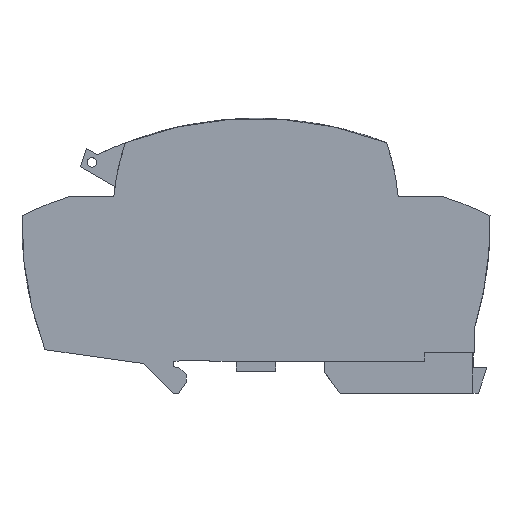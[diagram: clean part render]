
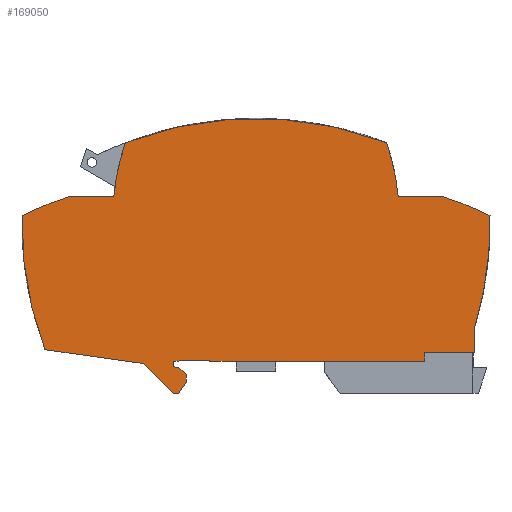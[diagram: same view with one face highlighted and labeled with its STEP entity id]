
A CAD part, left-side view. The second image highlights one B-rep face of the part: STEP entity #169050.
In plain terms, the highlighted planar face has unit normal (-1, 0, 0).
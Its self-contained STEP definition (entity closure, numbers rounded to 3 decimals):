
#2420=CARTESIAN_POINT('',(0.,59.634,
6.85));
#2430=VERTEX_POINT('',#2420);
#2460=CARTESIAN_POINT('',(0.,49.999,
6.85));
#2470=DIRECTION('',(0.,1.,0.));
#2480=VECTOR('',#2470,1.);
#2490=LINE('',#2460,#2480);
#2500=CARTESIAN_POINT('',(0.,13.944,
6.85));
#2510=VERTEX_POINT('',#2500);
#2520=EDGE_CURVE('',#2510,#2430,#2490,.T.);
#12720=CARTESIAN_POINT('',(0.,13.944,
8.75));
#12730=VERTEX_POINT('',#12720);
#12760=CARTESIAN_POINT('',(0.,14.662,
8.75));
#12770=DIRECTION('',(0.,1.,0.));
#12780=VECTOR('',#12770,1.);
#12790=LINE('',#12760,#12780);
#12800=CARTESIAN_POINT('',(0.,3.404,
8.75));
#12810=VERTEX_POINT('',#12800);
#12820=EDGE_CURVE('',#12810,#12730,#12790,.T.);
#13140=CARTESIAN_POINT('',(0.,3.404,
21.653));
#13150=DIRECTION('',(0.,0.,1.));
#13160=VECTOR('',#13150,1.);
#13170=LINE('',#13140,#13160);
#13180=CARTESIAN_POINT('',(0.,3.404,
13.709));
#13190=VERTEX_POINT('',#13180);
#13200=EDGE_CURVE('',#12810,#13190,#13170,.T.);
#13890=CARTESIAN_POINT('',(0.,76.,
36.2));
#13900=DIRECTION('',(-1.,0.,0.));
#13910=DIRECTION('',(0.,-0.99,
-0.139));
#13920=AXIS2_PLACEMENT_3D('',#13890,#13900,#13910);
#13930=CIRCLE('',#13920,76.);
#13940=CARTESIAN_POINT('',(0.,0.019,
37.914));
#13950=VERTEX_POINT('',#13940);
#13960=EDGE_CURVE('',#13190,#13950,#13930,.T.);
#15730=CARTESIAN_POINT('',(0.,33.641,
-31.469));
#15740=DIRECTION('',(1.,0.,0.));
#15750=DIRECTION('',(0.,1.,0.));
#15760=AXIS2_PLACEMENT_3D('',#15730,#15740,#15750);
#15770=CIRCLE('',#15760,77.1);
#15780=CARTESIAN_POINT('',(0.,10.104,
41.95));
#15790=VERTEX_POINT('',#15780);
#15800=EDGE_CURVE('',#15790,#13950,#15770,.T.);
#16430=CARTESIAN_POINT('',(0.,14.662,
41.95));
#16440=DIRECTION('',(0.,-1.,0.));
#16450=VECTOR('',#16440,1.);
#16460=LINE('',#16430,#16450);
#16470=CARTESIAN_POINT('',(0.,19.561,
41.95));
#16480=VERTEX_POINT('',#16470);
#16490=EDGE_CURVE('',#16480,#15790,#16460,.T.);
#33330=CARTESIAN_POINT('',(0.,22.039,
53.415));
#33340=VERTEX_POINT('',#33330);
#33370=CARTESIAN_POINT('',(0.,49.834,
-18.501));
#33380=DIRECTION('',(1.,0.,0.));
#33390=DIRECTION('',(0.,0.,-1.));
#33400=AXIS2_PLACEMENT_3D('',#33370,#33380,#33390);
#33410=CIRCLE('',#33400,77.1);
#33420=CARTESIAN_POINT('',(0.,77.629,
53.415));
#33430=VERTEX_POINT('',#33420);
#33440=EDGE_CURVE('',#33430,#33340,#33410,.T.);
#56110=CARTESIAN_POINT('',(0.,80.107,
41.95));
#56120=VERTEX_POINT('',#56110);
#56150=CARTESIAN_POINT('',(0.,49.999,
41.95));
#56160=DIRECTION('',(0.,-1.,0.));
#56170=VECTOR('',#56160,1.);
#56180=LINE('',#56150,#56170);
#56190=CARTESIAN_POINT('',(0.,89.564,
41.95));
#56200=VERTEX_POINT('',#56190);
#56210=EDGE_CURVE('',#56200,#56120,#56180,.T.);
#57140=CARTESIAN_POINT('',(0.,66.028,
-31.469));
#57150=DIRECTION('',(-1.,0.,0.));
#57160=DIRECTION('',(0.,1.,0.));
#57170=AXIS2_PLACEMENT_3D('',#57140,#57150,#57160);
#57180=CIRCLE('',#57170,77.1);
#57190=CARTESIAN_POINT('',(0.,99.649,
37.914));
#57200=VERTEX_POINT('',#57190);
#57210=EDGE_CURVE('',#56200,#57200,#57180,.T.);
#57900=CARTESIAN_POINT('',(0.,23.668,
36.2));
#57910=DIRECTION('',(1.,0.,0.));
#57920=DIRECTION('',(0.,0.99,
-0.139));
#57930=AXIS2_PLACEMENT_3D('',#57900,#57910,#57920);
#57940=CIRCLE('',#57930,76.);
#57950=CARTESIAN_POINT('',(0.,94.768,
9.35));
#57960=VERTEX_POINT('',#57950);
#57970=EDGE_CURVE('',#57960,#57200,#57940,.T.);
#59730=CARTESIAN_POINT('',(0.,14.662,
-1.939));
#59740=DIRECTION('',(0.,-0.99,
-0.14));
#59750=VECTOR('',#59740,1.);
#59760=LINE('',#59730,#59750);
#59770=CARTESIAN_POINT('',(0.,73.834,
6.4));
#59780=VERTEX_POINT('',#59770);
#59790=EDGE_CURVE('',#57960,#59780,#59760,.T.);
#60110=CARTESIAN_POINT('',(0.,89.086,
21.653));
#60120=DIRECTION('',(0.,0.707,
0.707));
#60130=VECTOR('',#60120,1.);
#60140=LINE('',#60110,#60130);
#60150=CARTESIAN_POINT('',(0.,67.434,
0.));
#60160=VERTEX_POINT('',#60150);
#60170=EDGE_CURVE('',#60160,#59780,#60140,.T.);
#60490=CARTESIAN_POINT('',(0.,14.662,
0.));
#60500=DIRECTION('',(0.,1.,0.));
#60510=VECTOR('',#60500,1.);
#60520=LINE('',#60490,#60510);
#60530=CARTESIAN_POINT('',(0.,66.364,
0.));
#60540=VERTEX_POINT('',#60530);
#60550=EDGE_CURVE('',#60540,#60160,#60520,.T.);
#60870=CARTESIAN_POINT('',(0.,51.203,
21.653));
#60880=DIRECTION('',(0.,0.574,
-0.819));
#60890=VECTOR('',#60880,1.);
#60900=LINE('',#60870,#60890);
#60910=CARTESIAN_POINT('',(0.,64.684,
2.4));
#60920=VERTEX_POINT('',#60910);
#60930=EDGE_CURVE('',#60920,#60540,#60900,.T.);
#61250=CARTESIAN_POINT('',(0.,64.684,
21.653));
#61260=DIRECTION('',(0.,0.,-1.));
#61270=VECTOR('',#61260,1.);
#61280=LINE('',#61250,#61270);
#61290=CARTESIAN_POINT('',(0.,64.684,
4.05));
#61300=VERTEX_POINT('',#61290);
#61310=EDGE_CURVE('',#61300,#60920,#61280,.T.);
#61630=CARTESIAN_POINT('',(0.,82.286,
21.653));
#61640=DIRECTION('',(0.,-0.707,
-0.707));
#61650=VECTOR('',#61640,1.);
#61660=LINE('',#61630,#61650);
#61670=CARTESIAN_POINT('',(0.,66.036,
5.403));
#61680=VERTEX_POINT('',#61670);
#61690=EDGE_CURVE('',#61680,#61300,#61660,.T.);
#62010=CARTESIAN_POINT('',(0.,14.662,
-8.363));
#62020=DIRECTION('',(0.,-0.966,
-0.259));
#62030=VECTOR('',#62020,1.);
#62040=LINE('',#62010,#62030);
#62050=CARTESIAN_POINT('',(0.,67.334,
5.75));
#62060=VERTEX_POINT('',#62050);
#62070=EDGE_CURVE('',#62060,#61680,#62040,.T.);
#62390=CARTESIAN_POINT('',(0.,67.334,
21.653));
#62400=DIRECTION('',(0.,0.,-1.));
#62410=VECTOR('',#62400,1.);
#62420=LINE('',#62390,#62410);
#62430=CARTESIAN_POINT('',(0.,67.334,
6.85));
#62440=VERTEX_POINT('',#62430);
#62450=EDGE_CURVE('',#62440,#62060,#62420,.T.);
#62770=CARTESIAN_POINT('',(0.,14.662,
11.459));
#62780=DIRECTION('',(0.,-0.996,
0.087));
#62790=VECTOR('',#62780,1.);
#62800=LINE('',#62770,#62790);
#62810=CARTESIAN_POINT('',(0.,65.048,
7.05));
#62820=VERTEX_POINT('',#62810);
#62830=EDGE_CURVE('',#62440,#62820,#62800,.T.);
#63150=CARTESIAN_POINT('',(0.,14.662,
7.05));
#63160=DIRECTION('',(0.,-1.,0.));
#63170=VECTOR('',#63160,1.);
#63180=LINE('',#63150,#63170);
#63190=CARTESIAN_POINT('',(0.,59.634,
7.05));
#63200=VERTEX_POINT('',#63190);
#63210=EDGE_CURVE('',#62820,#63200,#63180,.T.);
#63890=CARTESIAN_POINT('',(0.,59.634,
57.182));
#63900=DIRECTION('',(0.,0.,1.));
#63910=VECTOR('',#63900,1.);
#63920=LINE('',#63890,#63910);
#63930=EDGE_CURVE('',#2430,#63200,#63920,.T.);
#168570=CARTESIAN_POINT('',(0.,49.999,
57.182));
#168580=DIRECTION('',(1.,0.,0.));
#168590=DIRECTION('',(0.,1.,0.));
#168600=AXIS2_PLACEMENT_3D('',#168570,#168580,#168590);
#168610=PLANE('',#168600);
#168620=ORIENTED_EDGE('',*,*,#63210,.T.);
#168630=ORIENTED_EDGE('',*,*,#62830,.T.);
#168640=ORIENTED_EDGE('',*,*,#62450,.F.);
#168650=ORIENTED_EDGE('',*,*,#62070,.F.);
#168660=ORIENTED_EDGE('',*,*,#61690,.F.);
#168670=ORIENTED_EDGE('',*,*,#61310,.F.);
#168680=ORIENTED_EDGE('',*,*,#60930,.F.);
#168690=ORIENTED_EDGE('',*,*,#60550,.F.);
#168700=ORIENTED_EDGE('',*,*,#60170,.F.);
#168710=ORIENTED_EDGE('',*,*,#59790,.T.);
#168720=ORIENTED_EDGE('',*,*,#57970,.F.);
#168730=ORIENTED_EDGE('',*,*,#57210,.T.);
#168740=ORIENTED_EDGE('',*,*,#56210,.F.);
#168750=CARTESIAN_POINT('',(0.,30.334,
37.191));
#168760=DIRECTION('',(-1.,0.,0.));
#168770=DIRECTION('',(0.,1.,0.));
#168780=AXIS2_PLACEMENT_3D('',#168750,#168760,#168770);
#168790=CIRCLE('',#168780,50.);
#168800=EDGE_CURVE('',#33430,#56120,#168790,.T.);
#168810=ORIENTED_EDGE('',*,*,#168800,.T.);
#168820=ORIENTED_EDGE('',*,*,#33440,.F.);
#168830=CARTESIAN_POINT('',(0.,69.334,
37.191));
#168840=DIRECTION('',(1.,0.,0.));
#168850=DIRECTION('',(0.,1.,0.));
#168860=AXIS2_PLACEMENT_3D('',#168830,#168840,#168850);
#168870=CIRCLE('',#168860,50.);
#168880=EDGE_CURVE('',#33340,#16480,#168870,.T.);
#168890=ORIENTED_EDGE('',*,*,#168880,.F.);
#168900=ORIENTED_EDGE('',*,*,#16490,.F.);
#168910=ORIENTED_EDGE('',*,*,#15800,.F.);
#168920=ORIENTED_EDGE('',*,*,#13960,.T.);
#168930=ORIENTED_EDGE('',*,*,#13200,.T.);
#168940=ORIENTED_EDGE('',*,*,#12820,.F.);
#168950=CARTESIAN_POINT('',(0.,13.944,
57.182));
#168960=DIRECTION('',(0.,0.,1.));
#168970=VECTOR('',#168960,1.);
#168980=LINE('',#168950,#168970);
#168990=EDGE_CURVE('',#2510,#12730,#168980,.T.);
#169000=ORIENTED_EDGE('',*,*,#168990,.T.);
#169010=ORIENTED_EDGE('',*,*,#2520,.F.);
#169020=ORIENTED_EDGE('',*,*,#63930,.F.);
#169030=EDGE_LOOP('',(#169020,#169010,#169000,#168940,#168930,#168920,
#168910,#168900,#168890,#168820,#168810,#168740,#168730,#168720,#168710,
#168700,#168690,#168680,#168670,#168660,#168650,#168640,#168630,#168620)
);
#169040=FACE_OUTER_BOUND('',#169030,.T.);
#169050=ADVANCED_FACE('',(#169040),#168610,.F.);
